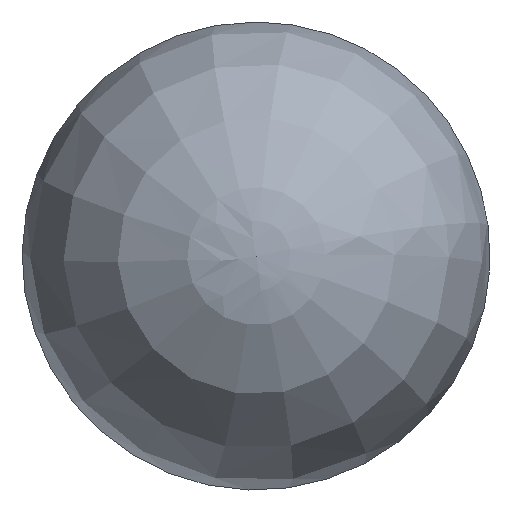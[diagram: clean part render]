
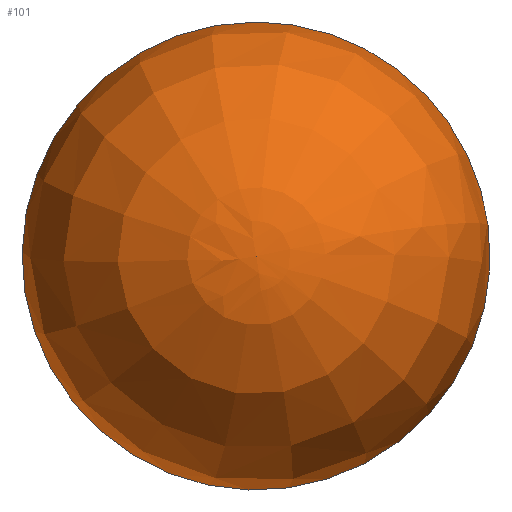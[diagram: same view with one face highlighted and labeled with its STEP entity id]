
A CAD part, left-side view. The second image highlights one B-rep face of the part: STEP entity #101.
In plain terms, the highlighted face is a revolution surface.
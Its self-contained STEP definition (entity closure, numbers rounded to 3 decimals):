
#35=SURFACE_OF_REVOLUTION('',#41,#38);
#38=AXIS1_PLACEMENT('',#304,#247);
#41=B_SPLINE_CURVE_WITH_KNOTS('',3,(#286,#287,#288,#289,#290,#291,#292,
#293,#294,#295,#296,#297,#298,#299,#300,#301,#302,#303),.UNSPECIFIED.,.F.,
 .F.,(4,2,2,2,2,2,2,2,4),(0.,0.125,0.25,0.375,
0.5,0.625,0.75,0.875,
1.),.UNSPECIFIED.);
#42=VERTEX_LOOP('',#161);
#84=FACE_BOUND('',#42,.T.);
#85=FACE_BOUND('',#125,.T.);
#101=ADVANCED_FACE('',(#84,#85),#35,.T.);
#125=EDGE_LOOP('',(#147));
#147=ORIENTED_EDGE('',*,*,#173,.T.);
#161=VERTEX_POINT('',#283);
#162=VERTEX_POINT('',#285);
#173=EDGE_CURVE('',#162,#162,#184,.T.);
#184=CIRCLE('',#205,12.579);
#205=AXIS2_PLACEMENT_3D('',#284,#245,#246);
#245=DIRECTION('',(-1.,0.,0.));
#246=DIRECTION('',(0.,0.,1.));
#247=DIRECTION('',(-1.,0.,0.));
#283=CARTESIAN_POINT('',(0.,0.,0.));
#284=CARTESIAN_POINT('',(13.099,0.,0.));
#285=CARTESIAN_POINT('',(13.099,0.,12.579));
#286=CARTESIAN_POINT('',(13.099,-12.486,1.532));
#287=CARTESIAN_POINT('',(12.257,-12.526,1.611));
#288=CARTESIAN_POINT('',(11.411,-12.481,1.673));
#289=CARTESIAN_POINT('',(9.745,-12.222,1.758));
#290=CARTESIAN_POINT('',(8.925,-12.007,1.781));
#291=CARTESIAN_POINT('',(7.345,-11.419,1.79));
#292=CARTESIAN_POINT('',(6.585,-11.044,1.775));
#293=CARTESIAN_POINT('',(5.155,-10.15,1.706));
#294=CARTESIAN_POINT('',(4.486,-9.63,1.653));
#295=CARTESIAN_POINT('',(3.265,-8.467,1.51));
#296=CARTESIAN_POINT('',(2.714,-7.823,1.421));
#297=CARTESIAN_POINT('',(1.752,-6.438,1.21));
#298=CARTESIAN_POINT('',(1.342,-5.697,1.088));
#299=CARTESIAN_POINT('',(0.678,-4.147,0.817));
#300=CARTESIAN_POINT('',(0.424,-3.338,0.668));
#301=CARTESIAN_POINT('',(0.086,-1.686,0.348));
#302=CARTESIAN_POINT('',(0.,-0.843,0.178));
#303=CARTESIAN_POINT('',(0.,0.,0.));
#304=CARTESIAN_POINT('',(12.5,0.,0.));
